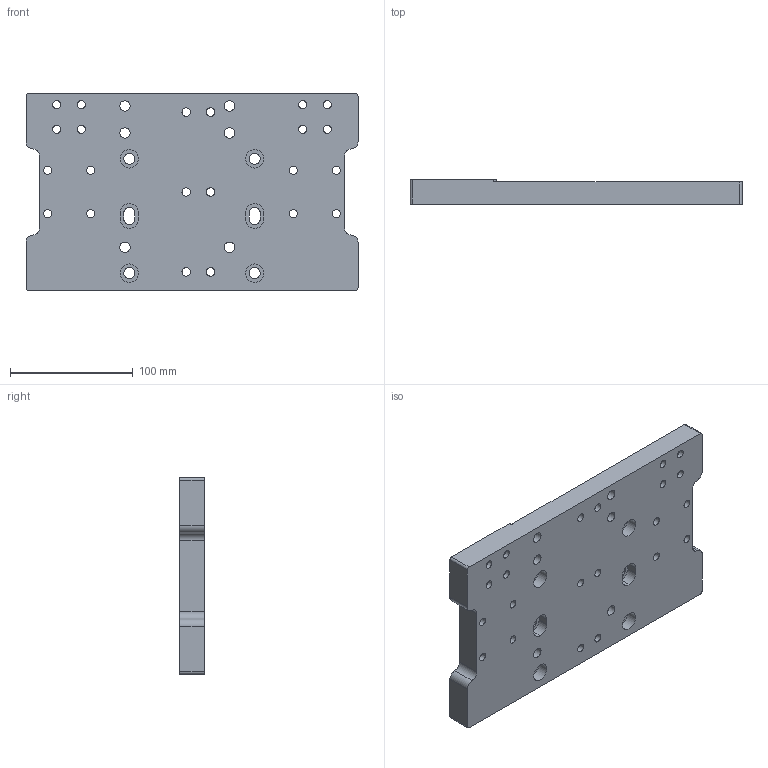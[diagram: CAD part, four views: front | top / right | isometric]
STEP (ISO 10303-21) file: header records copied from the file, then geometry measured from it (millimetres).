
FILE_DESCRIPTION(('HOOPS Exchange Step'),'2;1');
FILE_NAME('export-2B5419F2-6FA9-4E6C-90CC-5398634EC9FF.stp','2020-12-22T11:47:23+01:00',('User'),('Alibre'),'HOOPS Exchange 2020.1','Alibre','Unknown authorisation');
FILE_SCHEMA( ('AP242_MANAGED_MODEL_BASED_3D_ENGINEERING_MIM_LF {1 0 10303 442 1 1 4 }') );
Length unit declared in the file: millimetre
Products named in the file (1): 5379 Slideplate for Self Centering Clamps on ISEL PT25-375 (160x270x20mm)
Bounding box: 270 x 20 x 160 mm (x, y, z)
Volume: 721919 mm3; surface area: 115915.6 mm2
Topology: 1 solids, 1 shells, 223 faces, 626 edges, 432 vertices
Faces by surface type: plane 81, cylinder 78, extrusion 64
Full cylindrical faces by diameter (mm): 6.6 x16, 6.8 x6, 8.5 x6, 9 x4, 10.5 x8, 11 x8, 15 x4
Entity records: 7605 total; most frequent: CARTESIAN_POINT 1667, ORIENTED_EDGE 1252, DIRECTION 1084, EDGE_CURVE 626, VERTEX_POINT 432, VECTOR 362, AXIS2_PLACEMENT_3D 361, EDGE_LOOP 318
